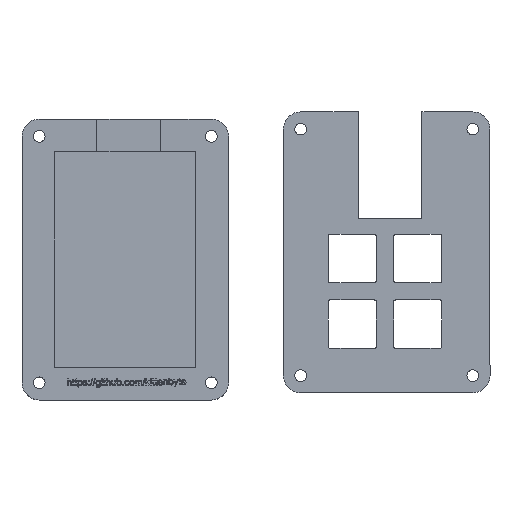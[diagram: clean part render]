
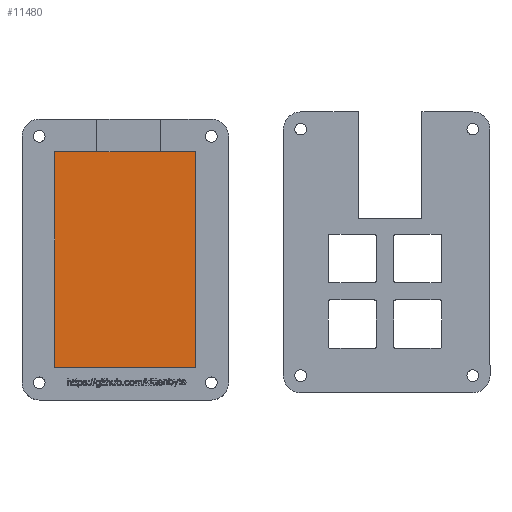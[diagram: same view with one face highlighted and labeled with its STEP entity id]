
A CAD part, top view. The second image highlights one B-rep face of the part: STEP entity #11480.
In plain terms, the highlighted planar face has unit normal (0, 0, 1).
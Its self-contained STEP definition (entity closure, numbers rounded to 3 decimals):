
#457=PLANE('',#11842);
#1036=FACE_OUTER_BOUND('',#1690,.T.);
#1690=EDGE_LOOP('',(#10291,#10292,#10293,#10294));
#2712=LINE('',#21816,#3754);
#2714=LINE('',#21820,#3756);
#2715=LINE('',#21822,#3757);
#2716=LINE('',#21823,#3758);
#3754=VECTOR('',#13444,10.);
#3756=VECTOR('',#13448,10.);
#3757=VECTOR('',#13449,10.);
#3758=VECTOR('',#13450,10.);
#5459=VERTEX_POINT('',#21813);
#5460=VERTEX_POINT('',#21815);
#5461=VERTEX_POINT('',#21819);
#5462=VERTEX_POINT('',#21821);
#7092=EDGE_CURVE('',#5459,#5460,#2712,.T.);
#7094=EDGE_CURVE('',#5460,#5461,#2714,.T.);
#7095=EDGE_CURVE('',#5462,#5459,#2715,.T.);
#7096=EDGE_CURVE('',#5461,#5462,#2716,.T.);
#10291=ORIENTED_EDGE('',*,*,#7094,.F.);
#10292=ORIENTED_EDGE('',*,*,#7092,.F.);
#10293=ORIENTED_EDGE('',*,*,#7095,.F.);
#10294=ORIENTED_EDGE('',*,*,#7096,.F.);
#11480=ADVANCED_FACE('',(#1036),#457,.T.);
#11842=AXIS2_PLACEMENT_3D('',#21818,#13446,#13447);
#13444=DIRECTION('',(1.,0.,0.));
#13446=DIRECTION('center_axis',(0.,0.,1.));
#13447=DIRECTION('ref_axis',(1.,0.,0.));
#13448=DIRECTION('',(0.,-1.,0.));
#13449=DIRECTION('',(0.,1.,0.));
#13450=DIRECTION('',(-1.,0.,0.));
#21813=CARTESIAN_POINT('',(49.047,117.343,3.));
#21815=CARTESIAN_POINT('',(90.047,117.343,3.));
#21816=CARTESIAN_POINT('',(59.297,117.343,3.));
#21818=CARTESIAN_POINT('Origin',(69.547,86.043,3.));
#21819=CARTESIAN_POINT('',(90.047,54.743,3.));
#21820=CARTESIAN_POINT('',(90.047,101.693,3.));
#21821=CARTESIAN_POINT('',(49.047,54.743,3.));
#21822=CARTESIAN_POINT('',(49.047,70.393,3.));
#21823=CARTESIAN_POINT('',(79.797,54.743,3.));
